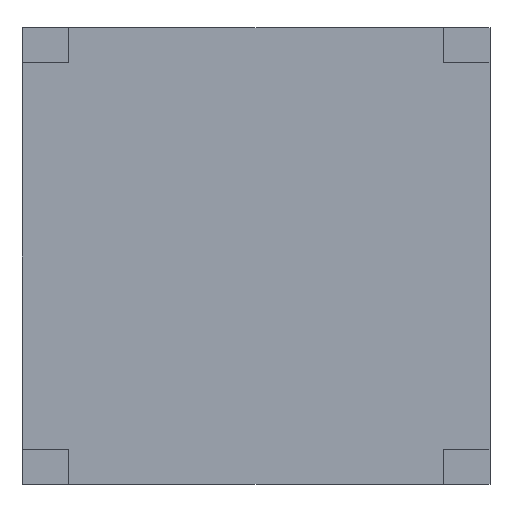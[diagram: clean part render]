
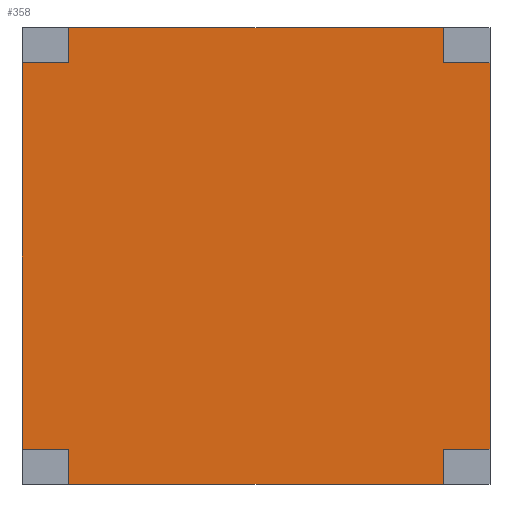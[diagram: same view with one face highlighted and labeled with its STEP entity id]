
A CAD part, front view. The second image highlights one B-rep face of the part: STEP entity #358.
In plain terms, the highlighted planar face has unit normal (0, -1, 0).
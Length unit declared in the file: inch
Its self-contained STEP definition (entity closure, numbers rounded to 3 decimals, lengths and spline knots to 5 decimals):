
#17 = CARTESIAN_POINT ( 'NONE',  ( 8., -1.5, -19.5 ) ) ;
#34 = DIRECTION ( 'NONE',  ( 0., 1., 0. ) ) ;
#93 = VECTOR ( 'NONE', #121, 39.37008 ) ;
#104 = EDGE_CURVE ( 'NONE', #988, #698, #1143, .T. ) ;
#119 = CARTESIAN_POINT ( 'NONE',  ( -10., -1.5, -18. ) ) ;
#121 = DIRECTION ( 'NONE',  ( 0., 0., -1. ) ) ;
#160 = VERTEX_POINT ( 'NONE', #304 ) ;
#181 = EDGE_CURVE ( 'NONE', #339, #160, #1108, .T. ) ;
#222 = VECTOR ( 'NONE', #283, 39.37008 ) ;
#251 = LINE ( 'NONE', #1154, #1209 ) ;
#257 = VECTOR ( 'NONE', #688, 39.37008 ) ;
#269 = EDGE_CURVE ( 'NONE', #282, #657, #563, .T. ) ;
#277 = EDGE_CURVE ( 'NONE', #160, #988, #348, .T. ) ;
#282 = VERTEX_POINT ( 'NONE', #587 ) ;
#283 = DIRECTION ( 'NONE',  ( 0., 0., -1. ) ) ;
#302 = CARTESIAN_POINT ( 'NONE',  ( -8., -1.5, 0. ) ) ;
#304 = CARTESIAN_POINT ( 'NONE',  ( 8., -1.5, -18. ) ) ;
#326 = DIRECTION ( 'NONE',  ( 1., 0., 0. ) ) ;
#328 = ORIENTED_EDGE ( 'NONE', *, *, #104, .F. ) ;
#329 = CARTESIAN_POINT ( 'NONE',  ( -8., -1.5, -19.5 ) ) ;
#338 = EDGE_CURVE ( 'NONE', #747, #698, #700, .T. ) ;
#339 = VERTEX_POINT ( 'NONE', #504 ) ;
#346 = VECTOR ( 'NONE', #586, 39.37008 ) ;
#348 = LINE ( 'NONE', #17, #450 ) ;
#355 = ORIENTED_EDGE ( 'NONE', *, *, #277, .F. ) ;
#358 = ADVANCED_FACE ( 'NONE', ( #1118 ), #775, .F. ) ;
#369 = VECTOR ( 'NONE', #572, 39.37008 ) ;
#382 = CARTESIAN_POINT ( 'NONE',  ( 10., -1.5, -19.5 ) ) ;
#401 = CARTESIAN_POINT ( 'NONE',  ( -8., -1.5, -19.5 ) ) ;
#402 = CARTESIAN_POINT ( 'NONE',  ( -8., -1.5, -19.5 ) ) ;
#406 = ORIENTED_EDGE ( 'NONE', *, *, #629, .F. ) ;
#444 = VERTEX_POINT ( 'NONE', #708 ) ;
#450 = VECTOR ( 'NONE', #963, 39.37008 ) ;
#453 = VERTEX_POINT ( 'NONE', #892 ) ;
#478 = CARTESIAN_POINT ( 'NONE',  ( -10., -1.5, 0. ) ) ;
#495 = CARTESIAN_POINT ( 'NONE',  ( 8., -1.5, 0. ) ) ;
#502 = VECTOR ( 'NONE', #521, 39.37008 ) ;
#504 = CARTESIAN_POINT ( 'NONE',  ( 10., -1.5, -18. ) ) ;
#507 = EDGE_LOOP ( 'NONE', ( #760, #916, #1072, #1004, #844, #1180, #406, #543, #1229, #1115, #328, #355 ) ) ;
#521 = DIRECTION ( 'NONE',  ( -1., 0., 0. ) ) ;
#536 = EDGE_CURVE ( 'NONE', #837, #444, #1032, .T. ) ;
#543 = ORIENTED_EDGE ( 'NONE', *, *, #536, .T. ) ;
#547 = VECTOR ( 'NONE', #581, 39.37008 ) ;
#561 = VECTOR ( 'NONE', #326, 39.37008 ) ;
#563 = LINE ( 'NONE', #402, #626 ) ;
#572 = DIRECTION ( 'NONE',  ( -1., 0., 0. ) ) ;
#573 = CARTESIAN_POINT ( 'NONE',  ( -10., -1.5, -1.5 ) ) ;
#575 = LINE ( 'NONE', #672, #547 ) ;
#581 = DIRECTION ( 'NONE',  ( 0., 0., 1. ) ) ;
#586 = DIRECTION ( 'NONE',  ( 1., 0., 0. ) ) ;
#587 = CARTESIAN_POINT ( 'NONE',  ( -8., -1.5, -1.5 ) ) ;
#591 = LINE ( 'NONE', #955, #346 ) ;
#604 = CARTESIAN_POINT ( 'NONE',  ( 10., -1.5, -1.5 ) ) ;
#619 = EDGE_CURVE ( 'NONE', #444, #747, #1201, .T. ) ;
#626 = VECTOR ( 'NONE', #977, 39.37008 ) ;
#629 = EDGE_CURVE ( 'NONE', #837, #282, #591, .T. ) ;
#630 = VERTEX_POINT ( 'NONE', #604 ) ;
#657 = VERTEX_POINT ( 'NONE', #302 ) ;
#672 = CARTESIAN_POINT ( 'NONE',  ( 8., -1.5, -19.5 ) ) ;
#679 = DIRECTION ( 'NONE',  ( 0., 0., -1. ) ) ;
#688 = DIRECTION ( 'NONE',  ( -1., 0., 0. ) ) ;
#698 = VERTEX_POINT ( 'NONE', #401 ) ;
#700 = LINE ( 'NONE', #329, #93 ) ;
#708 = CARTESIAN_POINT ( 'NONE',  ( -10., -1.5, -18. ) ) ;
#720 = EDGE_CURVE ( 'NONE', #779, #657, #851, .T. ) ;
#745 = AXIS2_PLACEMENT_3D ( 'NONE', #784, #34, #882 ) ;
#746 = LINE ( 'NONE', #812, #502 ) ;
#747 = VERTEX_POINT ( 'NONE', #803 ) ;
#760 = ORIENTED_EDGE ( 'NONE', *, *, #181, .F. ) ;
#775 = PLANE ( 'NONE',  #745 ) ;
#779 = VERTEX_POINT ( 'NONE', #797 ) ;
#784 = CARTESIAN_POINT ( 'NONE',  ( 10., -1.5, 0. ) ) ;
#785 = CARTESIAN_POINT ( 'NONE',  ( 10., -1.5, -18. ) ) ;
#797 = CARTESIAN_POINT ( 'NONE',  ( 8., -1.5, 0. ) ) ;
#803 = CARTESIAN_POINT ( 'NONE',  ( -8., -1.5, -18. ) ) ;
#812 = CARTESIAN_POINT ( 'NONE',  ( 10., -1.5, -1.5 ) ) ;
#836 = EDGE_CURVE ( 'NONE', #453, #779, #575, .T. ) ;
#837 = VERTEX_POINT ( 'NONE', #573 ) ;
#844 = ORIENTED_EDGE ( 'NONE', *, *, #720, .T. ) ;
#851 = LINE ( 'NONE', #495, #1067 ) ;
#882 = DIRECTION ( 'NONE',  ( 0., 0., 1. ) ) ;
#892 = CARTESIAN_POINT ( 'NONE',  ( 8., -1.5, -1.5 ) ) ;
#916 = ORIENTED_EDGE ( 'NONE', *, *, #1060, .F. ) ;
#955 = CARTESIAN_POINT ( 'NONE',  ( -10., -1.5, -1.5 ) ) ;
#963 = DIRECTION ( 'NONE',  ( 0., 0., -1. ) ) ;
#968 = DIRECTION ( 'NONE',  ( -1., 0., 0. ) ) ;
#977 = DIRECTION ( 'NONE',  ( 0., 0., 1. ) ) ;
#988 = VERTEX_POINT ( 'NONE', #1057 ) ;
#1004 = ORIENTED_EDGE ( 'NONE', *, *, #836, .T. ) ;
#1032 = LINE ( 'NONE', #478, #222 ) ;
#1057 = CARTESIAN_POINT ( 'NONE',  ( 8., -1.5, -19.5 ) ) ;
#1060 = EDGE_CURVE ( 'NONE', #630, #339, #251, .T. ) ;
#1067 = VECTOR ( 'NONE', #968, 39.37008 ) ;
#1072 = ORIENTED_EDGE ( 'NONE', *, *, #1107, .T. ) ;
#1107 = EDGE_CURVE ( 'NONE', #630, #453, #746, .T. ) ;
#1108 = LINE ( 'NONE', #785, #257 ) ;
#1115 = ORIENTED_EDGE ( 'NONE', *, *, #338, .T. ) ;
#1118 = FACE_OUTER_BOUND ( 'NONE', #507, .T. ) ;
#1143 = LINE ( 'NONE', #382, #369 ) ;
#1154 = CARTESIAN_POINT ( 'NONE',  ( 10., -1.5, 0. ) ) ;
#1180 = ORIENTED_EDGE ( 'NONE', *, *, #269, .F. ) ;
#1201 = LINE ( 'NONE', #119, #561 ) ;
#1209 = VECTOR ( 'NONE', #679, 39.37008 ) ;
#1229 = ORIENTED_EDGE ( 'NONE', *, *, #619, .T. ) ;
